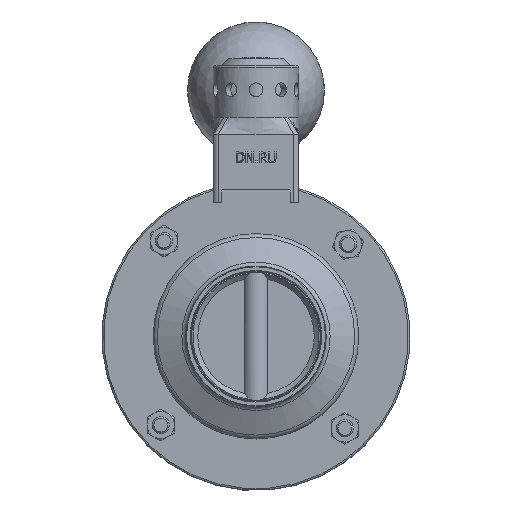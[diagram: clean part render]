
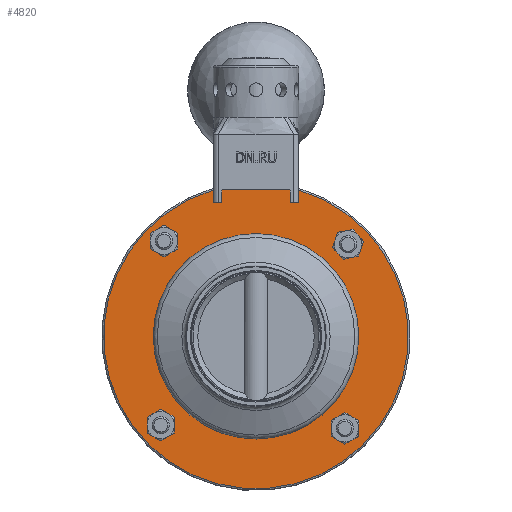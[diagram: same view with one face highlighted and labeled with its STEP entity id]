
A CAD part, top view. The second image highlights one B-rep face of the part: STEP entity #4820.
In plain terms, the highlighted planar face has unit normal (0, 0, 1).
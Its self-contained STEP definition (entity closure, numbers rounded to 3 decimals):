
#126=FACE_BOUND('',#1453,.T.);
#127=FACE_BOUND('',#1454,.T.);
#128=FACE_BOUND('',#1455,.T.);
#129=FACE_BOUND('',#1456,.T.);
#130=FACE_BOUND('',#1457,.T.);
#224=PLANE('',#5272);
#472=LINE('',#9189,#794);
#475=LINE('',#9199,#797);
#498=LINE('',#9493,#820);
#513=LINE('',#9521,#835);
#514=LINE('',#9539,#836);
#515=LINE('',#9540,#837);
#794=VECTOR('',#6064,10.);
#797=VECTOR('',#6073,10.);
#820=VECTOR('',#6122,10.);
#835=VECTOR('',#6147,10.);
#836=VECTOR('',#6158,10.);
#837=VECTOR('',#6159,10.);
#1177=FACE_OUTER_BOUND('',#1452,.T.);
#1452=EDGE_LOOP('',(#3955,#3956,#3957,#3958,#3959,#3960,#3961,#3962));
#1453=EDGE_LOOP('',(#3963));
#1454=EDGE_LOOP('',(#3964));
#1455=EDGE_LOOP('',(#3965));
#1456=EDGE_LOOP('',(#3966));
#1457=EDGE_LOOP('',(#3967));
#1785=CIRCLE('',#5195,44.5);
#1829=CIRCLE('',#5273,45.);
#1830=CIRCLE('',#5274,30.);
#1831=CIRCLE('',#5275,2.5);
#1832=CIRCLE('',#5276,2.5);
#1833=CIRCLE('',#5277,2.5);
#1834=CIRCLE('',#5278,2.5);
#2143=VERTEX_POINT('',#8243);
#2146=VERTEX_POINT('',#8257);
#2233=VERTEX_POINT('',#9186);
#2234=VERTEX_POINT('',#9188);
#2237=VERTEX_POINT('',#9196);
#2238=VERTEX_POINT('',#9198);
#2264=VERTEX_POINT('',#9519);
#2268=VERTEX_POINT('',#9537);
#2269=VERTEX_POINT('',#9541);
#2270=VERTEX_POINT('',#9543);
#2271=VERTEX_POINT('',#9545);
#2272=VERTEX_POINT('',#9547);
#2273=VERTEX_POINT('',#9549);
#2706=EDGE_CURVE('',#2146,#2143,#1785,.T.);
#2816=EDGE_CURVE('',#2234,#2233,#472,.T.);
#2821=EDGE_CURVE('',#2238,#2237,#475,.T.);
#2854=EDGE_CURVE('',#2146,#2234,#498,.T.);
#2869=EDGE_CURVE('',#2233,#2264,#513,.T.);
#2874=EDGE_CURVE('',#2264,#2268,#1829,.T.);
#2875=EDGE_CURVE('',#2268,#2238,#514,.T.);
#2876=EDGE_CURVE('',#2237,#2143,#515,.T.);
#2877=EDGE_CURVE('',#2269,#2269,#1830,.T.);
#2878=EDGE_CURVE('',#2270,#2270,#1831,.T.);
#2879=EDGE_CURVE('',#2271,#2271,#1832,.T.);
#2880=EDGE_CURVE('',#2272,#2272,#1833,.T.);
#2881=EDGE_CURVE('',#2273,#2273,#1834,.T.);
#3955=ORIENTED_EDGE('',*,*,#2706,.F.);
#3956=ORIENTED_EDGE('',*,*,#2854,.T.);
#3957=ORIENTED_EDGE('',*,*,#2816,.T.);
#3958=ORIENTED_EDGE('',*,*,#2869,.T.);
#3959=ORIENTED_EDGE('',*,*,#2874,.T.);
#3960=ORIENTED_EDGE('',*,*,#2875,.T.);
#3961=ORIENTED_EDGE('',*,*,#2821,.T.);
#3962=ORIENTED_EDGE('',*,*,#2876,.T.);
#3963=ORIENTED_EDGE('',*,*,#2877,.T.);
#3964=ORIENTED_EDGE('',*,*,#2878,.T.);
#3965=ORIENTED_EDGE('',*,*,#2879,.T.);
#3966=ORIENTED_EDGE('',*,*,#2880,.T.);
#3967=ORIENTED_EDGE('',*,*,#2881,.T.);
#4820=ADVANCED_FACE('',(#1177,#126,#127,#128,#129,#130),#224,.T.);
#5195=AXIS2_PLACEMENT_3D('',#8268,#5928,#5929);
#5272=AXIS2_PLACEMENT_3D('',#9536,#6154,#6155);
#5273=AXIS2_PLACEMENT_3D('',#9538,#6156,#6157);
#5274=AXIS2_PLACEMENT_3D('',#9542,#6160,#6161);
#5275=AXIS2_PLACEMENT_3D('',#9544,#6162,#6163);
#5276=AXIS2_PLACEMENT_3D('',#9546,#6164,#6165);
#5277=AXIS2_PLACEMENT_3D('',#9548,#6166,#6167);
#5278=AXIS2_PLACEMENT_3D('',#9550,#6168,#6169);
#5928=DIRECTION('center_axis',(0.,0.,-1.));
#5929=DIRECTION('ref_axis',(0.,-1.,0.));
#6064=DIRECTION('',(-1.,0.,0.));
#6073=DIRECTION('',(-1.,0.,0.));
#6122=DIRECTION('',(0.,-1.,0.));
#6147=DIRECTION('',(0.,1.,0.));
#6154=DIRECTION('center_axis',(0.,0.,1.));
#6155=DIRECTION('ref_axis',(1.,0.,0.));
#6156=DIRECTION('center_axis',(0.,0.,1.));
#6157=DIRECTION('ref_axis',(1.,0.,0.));
#6158=DIRECTION('',(0.,-1.,0.));
#6159=DIRECTION('',(0.,1.,0.));
#6160=DIRECTION('center_axis',(0.,0.,-1.));
#6161=DIRECTION('ref_axis',(1.,0.,0.));
#6162=DIRECTION('center_axis',(0.,0.,-1.));
#6163=DIRECTION('ref_axis',(-1.,0.,0.));
#6164=DIRECTION('center_axis',(0.,0.,-1.));
#6165=DIRECTION('ref_axis',(-1.,0.,0.));
#6166=DIRECTION('center_axis',(0.,0.,-1.));
#6167=DIRECTION('ref_axis',(-1.,0.,0.));
#6168=DIRECTION('center_axis',(0.,0.,-1.));
#6169=DIRECTION('ref_axis',(-1.,0.,0.));
#8243=CARTESIAN_POINT('',(-12.5,42.708,10.1));
#8257=CARTESIAN_POINT('',(12.5,42.708,10.1));
#8268=CARTESIAN_POINT('Origin',(0.,0.,10.1));
#9186=CARTESIAN_POINT('',(11.5,39.,10.1));
#9188=CARTESIAN_POINT('',(12.5,39.,10.1));
#9189=CARTESIAN_POINT('',(0.,39.,10.1));
#9196=CARTESIAN_POINT('',(-12.5,39.,10.1));
#9198=CARTESIAN_POINT('',(-11.5,39.,10.1));
#9199=CARTESIAN_POINT('',(0.,39.,10.1));
#9493=CARTESIAN_POINT('',(12.5,29.5,10.1));
#9519=CARTESIAN_POINT('',(11.5,43.506,10.1));
#9521=CARTESIAN_POINT('',(11.5,29.5,10.1));
#9536=CARTESIAN_POINT('Origin',(0.,0.,10.1));
#9537=CARTESIAN_POINT('',(-11.5,43.506,10.1));
#9538=CARTESIAN_POINT('Origin',(0.,0.,10.1));
#9539=CARTESIAN_POINT('',(-11.5,29.5,10.1));
#9540=CARTESIAN_POINT('',(-12.5,29.5,10.1));
#9541=CARTESIAN_POINT('',(-30.,0.,10.1));
#9542=CARTESIAN_POINT('Origin',(0.,0.,10.1));
#9543=CARTESIAN_POINT('',(29.37,26.87,10.1));
#9544=CARTESIAN_POINT('Origin',(26.87,26.87,10.1));
#9545=CARTESIAN_POINT('',(-24.37,26.87,10.1));
#9546=CARTESIAN_POINT('Origin',(-26.87,26.87,10.1));
#9547=CARTESIAN_POINT('',(-24.37,-26.87,10.1));
#9548=CARTESIAN_POINT('Origin',(-26.87,-26.87,10.1));
#9549=CARTESIAN_POINT('',(29.37,-26.87,10.1));
#9550=CARTESIAN_POINT('Origin',(26.87,-26.87,10.1));
